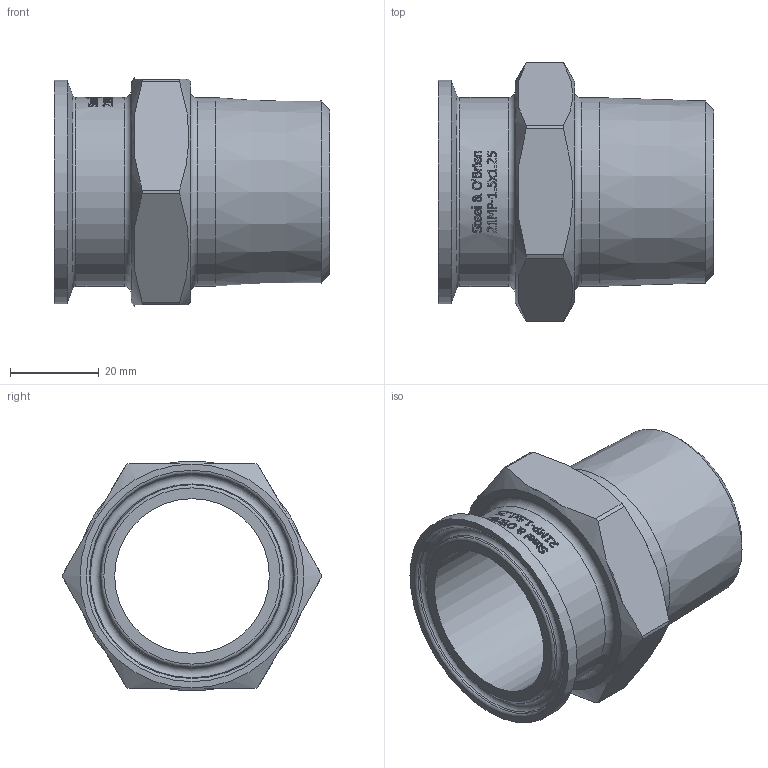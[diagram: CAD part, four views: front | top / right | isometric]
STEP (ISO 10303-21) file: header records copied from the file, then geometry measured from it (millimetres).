
FILE_DESCRIPTION(/* description */ (''),/* implementation_level */ '2;1');
FILE_NAME(/* name */ '21MP-1.5X1.25.stp',/* time_stamp */ '2019-01-31T09:21:20-05:00',/* author */ ('rick'),/* organization */ (''),/* preprocessor_version */ 'ST-DEVELOPER v15.2',/* originating_system */ 'Autodesk Inventor 2014',/* authorisation */ '');
FILE_SCHEMA (('AUTOMOTIVE_DESIGN { 1 0 10303 214 3 1 1 }'));
Length unit declared in the file: inch
Products named in the file (1): AAV01600
Bounding box: 61.93 x 58.17 x 51.75 mm (x, y, z)
Volume: 39502 mm3; surface area: 18657.6 mm2
Topology: 1 solids, 1 shells, 436 faces, 1173 edges, 778 vertices
Faces by surface type: plane 198, bspline 178, cylinder 46, cone 7, torus 7
Full cylindrical faces by diameter (mm): 34.798 x1, 42.456 x1, 42.57 x1, 50.394 x1
Entity records: 16829 total; most frequent: CARTESIAN_POINT 6950, ORIENTED_EDGE 2306, DIRECTION 1545, EDGE_CURVE 1153, VERTEX_POINT 776, LINE 531, VECTOR 531, AXIS2_PLACEMENT_3D 507
